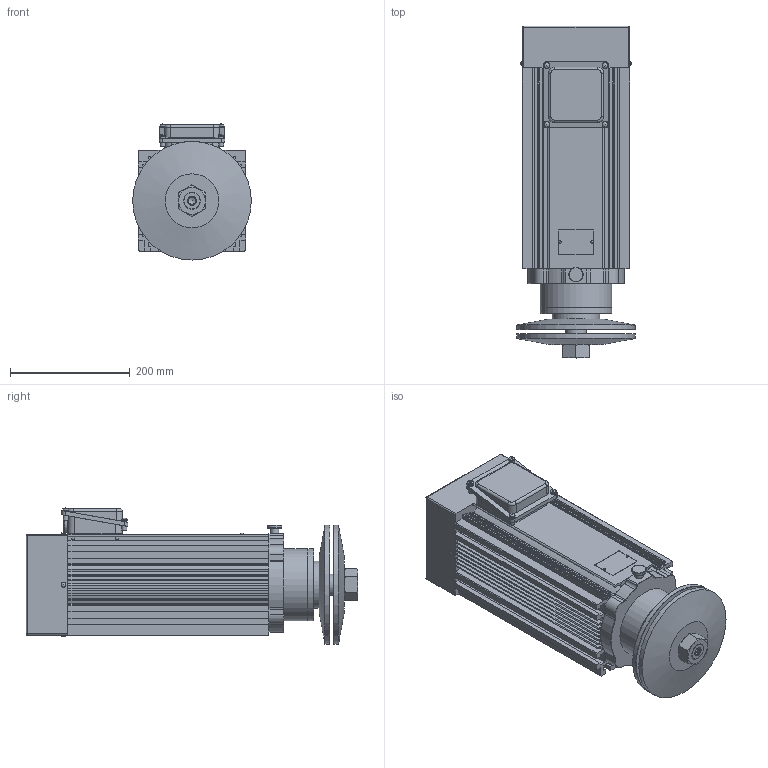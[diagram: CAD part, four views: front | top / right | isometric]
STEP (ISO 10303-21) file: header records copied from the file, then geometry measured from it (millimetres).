
FILE_DESCRIPTION(/* description */ ('Alibre Inc.'),/* implementation_level */ '2;1');
FILE_NAME(/* name */ 'export-3C251771-516E-4549-B4B6-50EE8C6A8593',/* time_stamp */ '2025-02-01T16:43:35+01:00',/* author */ (''),/* organization */ (''),/* preprocessor_version */ 'ST-DEVELOPER v17',/* originating_system */ 'Alibre',/* authorisation */ '');
FILE_SCHEMA (('AUTOMOTIVE_DESIGN'));
Length unit declared in the file: millimetre
Products named in the file (1): STEP_COM85900142
Bounding box: 198 x 554 x 227.27 mm (x, y, z)
Volume: 12669301.7 mm3; surface area: 809663.5 mm2
Topology: 1 solids, 7 shells, 644 faces, 1602 edges, 1001 vertices
Faces by surface type: plane 392, cylinder 169, cone 63, sphere 14, torus 6
Full cylindrical faces by diameter (mm): 2.49 x2, 2.5 x2, 5 x4, 8 x8, 9.5 x4, 10 x4, 12.2 x2, 13.9 x1, 14.2 x1, 19.73 x1, 24 x1, 27.5 x2, 35 x1, 41 x1, 79 x1, 120 x2, 198 x2
Entity records: 19056 total; most frequent: CARTESIAN_POINT 3337, ORIENTED_EDGE 3174, DIRECTION 2848, EDGE_CURVE 1587, AXIS2_PLACEMENT_3D 1090, VECTOR 1066, LINE 1066, VERTEX_POINT 1001
